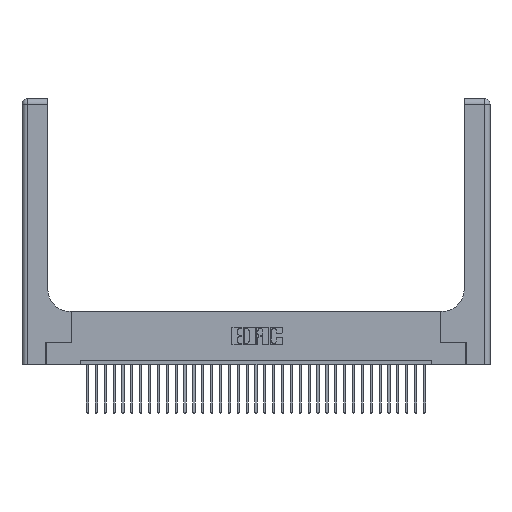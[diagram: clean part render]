
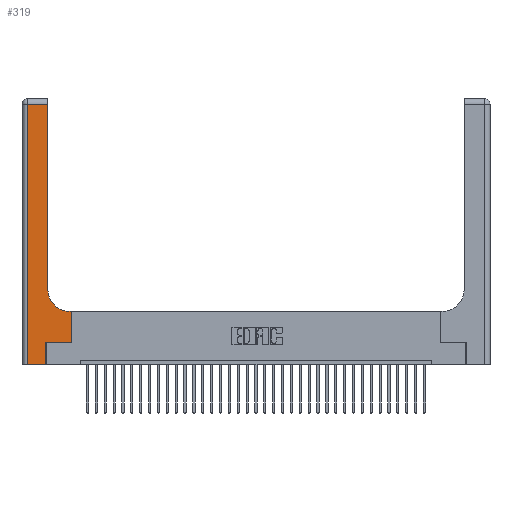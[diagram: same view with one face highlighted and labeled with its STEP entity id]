
A CAD part, top view. The second image highlights one B-rep face of the part: STEP entity #319.
In plain terms, the highlighted planar face has unit normal (0, 0, 1).
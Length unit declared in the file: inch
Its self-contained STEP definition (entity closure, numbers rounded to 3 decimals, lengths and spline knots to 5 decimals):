
#23 = EDGE_CURVE ( 'NONE', #11743, #33304, #17728, .T. ) ;
#319 = ADVANCED_FACE ( 'NONE', ( #24784 ), #30058, .F. ) ;
#392 = DIRECTION ( 'NONE',  ( 0., -1., 0. ) ) ;
#1479 = ORIENTED_EDGE ( 'NONE', *, *, #1986, .T. ) ;
#1520 = VERTEX_POINT ( 'NONE', #13403 ) ;
#1986 = EDGE_CURVE ( 'NONE', #17065, #32466, #27233, .T. ) ;
#3075 = LINE ( 'NONE', #16788, #25020 ) ;
#3560 = VECTOR ( 'NONE', #7114, 39.37008 ) ;
#3652 = VERTEX_POINT ( 'NONE', #28064 ) ;
#3672 = EDGE_CURVE ( 'NONE', #1520, #6782, #22185, .T. ) ;
#4061 = VECTOR ( 'NONE', #30487, 39.37008 ) ;
#4179 = LINE ( 'NONE', #9704, #7603 ) ;
#4647 = DIRECTION ( 'NONE',  ( 1., 0., 0. ) ) ;
#6181 = CARTESIAN_POINT ( 'NONE',  ( 0., 0., 0.37 ) ) ;
#6512 = EDGE_CURVE ( 'NONE', #21989, #11743, #4179, .T. ) ;
#6782 = VERTEX_POINT ( 'NONE', #12953 ) ;
#7114 = DIRECTION ( 'NONE',  ( 0., 1., 0. ) ) ;
#7603 = VECTOR ( 'NONE', #25981, 39.37008 ) ;
#8445 = CARTESIAN_POINT ( 'NONE',  ( 0.2915, 0.6, 0.37 ) ) ;
#9565 = CARTESIAN_POINT ( 'NONE',  ( 0.5585, 0.6, 0.37 ) ) ;
#9704 = CARTESIAN_POINT ( 'NONE',  ( 0.269, 0.25, 0.37 ) ) ;
#10635 = CARTESIAN_POINT ( 'NONE',  ( 0.5585, 0.25, 0.37 ) ) ;
#10828 = VECTOR ( 'NONE', #24269, 39.37008 ) ;
#11245 = CARTESIAN_POINT ( 'NONE',  ( 0.269, 0., 0.37 ) ) ;
#11743 = VERTEX_POINT ( 'NONE', #10635 ) ;
#12498 = DIRECTION ( 'NONE',  ( -1., 0., 0. ) ) ;
#12583 = CARTESIAN_POINT ( 'NONE',  ( 0.269, 0., 0.37 ) ) ;
#12828 = ORIENTED_EDGE ( 'NONE', *, *, #27516, .T. ) ;
#12953 = CARTESIAN_POINT ( 'NONE',  ( 0.2915, 2.94, 0.37 ) ) ;
#13014 = VECTOR ( 'NONE', #17952, 39.37008 ) ;
#13403 = CARTESIAN_POINT ( 'NONE',  ( 0.2915, 0.85, 0.37 ) ) ;
#14603 = VECTOR ( 'NONE', #31110, 39.37008 ) ;
#16234 = AXIS2_PLACEMENT_3D ( 'NONE', #33140, #17081, #24883 ) ;
#16518 = ORIENTED_EDGE ( 'NONE', *, *, #26463, .T. ) ;
#16788 = CARTESIAN_POINT ( 'NONE',  ( 0.06, 3., 0.37 ) ) ;
#17065 = VERTEX_POINT ( 'NONE', #33845 ) ;
#17081 = DIRECTION ( 'NONE',  ( 0., 0., -1. ) ) ;
#17468 = CARTESIAN_POINT ( 'NONE',  ( 0.2915, 3., 0.37 ) ) ;
#17728 = LINE ( 'NONE', #26229, #13014 ) ;
#17952 = DIRECTION ( 'NONE',  ( 0., 1., 0. ) ) ;
#17976 = ORIENTED_EDGE ( 'NONE', *, *, #20655, .T. ) ;
#19125 = ORIENTED_EDGE ( 'NONE', *, *, #6512, .T. ) ;
#20655 = EDGE_CURVE ( 'NONE', #33304, #31843, #33213, .T. ) ;
#20657 = CIRCLE ( 'NONE', #30526, 0.25 ) ;
#20893 = DIRECTION ( 'NONE',  ( 0., 0., -1. ) ) ;
#21083 = VECTOR ( 'NONE', #12498, 39.37008 ) ;
#21140 = ORIENTED_EDGE ( 'NONE', *, *, #29989, .T. ) ;
#21880 = LINE ( 'NONE', #28398, #21083 ) ;
#21989 = VERTEX_POINT ( 'NONE', #24461 ) ;
#22124 = EDGE_CURVE ( 'NONE', #32466, #21989, #31454, .T. ) ;
#22185 = LINE ( 'NONE', #17468, #3560 ) ;
#22806 = ORIENTED_EDGE ( 'NONE', *, *, #22124, .T. ) ;
#24269 = DIRECTION ( 'NONE',  ( -1., 0., 0. ) ) ;
#24461 = CARTESIAN_POINT ( 'NONE',  ( 0.269, 0.25, 0.37 ) ) ;
#24682 = ORIENTED_EDGE ( 'NONE', *, *, #23, .T. ) ;
#24784 = FACE_OUTER_BOUND ( 'NONE', #33726, .T. ) ;
#24883 = DIRECTION ( 'NONE',  ( -1., 0., 0. ) ) ;
#25020 = VECTOR ( 'NONE', #392, 39.37008 ) ;
#25981 = DIRECTION ( 'NONE',  ( 1., 0., 0. ) ) ;
#26229 = CARTESIAN_POINT ( 'NONE',  ( 0.5585, 0.25, 0.37 ) ) ;
#26463 = EDGE_CURVE ( 'NONE', #31843, #1520, #20657, .T. ) ;
#27233 = LINE ( 'NONE', #6181, #4061 ) ;
#27516 = EDGE_CURVE ( 'NONE', #6782, #3652, #21880, .T. ) ;
#28064 = CARTESIAN_POINT ( 'NONE',  ( 0.06, 2.94, 0.37 ) ) ;
#28398 = CARTESIAN_POINT ( 'NONE',  ( 0., 2.94, 0.37 ) ) ;
#28855 = ORIENTED_EDGE ( 'NONE', *, *, #3672, .T. ) ;
#28941 = CARTESIAN_POINT ( 'NONE',  ( 0.5415, 0.85, 0.37 ) ) ;
#29989 = EDGE_CURVE ( 'NONE', #3652, #17065, #3075, .T. ) ;
#30058 = PLANE ( 'NONE',  #16234 ) ;
#30487 = DIRECTION ( 'NONE',  ( 1., 0., 0. ) ) ;
#30526 = AXIS2_PLACEMENT_3D ( 'NONE', #28941, #20893, #4647 ) ;
#31110 = DIRECTION ( 'NONE',  ( 0., 1., 0. ) ) ;
#31454 = LINE ( 'NONE', #12583, #14603 ) ;
#31843 = VERTEX_POINT ( 'NONE', #32938 ) ;
#32466 = VERTEX_POINT ( 'NONE', #11245 ) ;
#32938 = CARTESIAN_POINT ( 'NONE',  ( 0.5415, 0.6, 0.37 ) ) ;
#33140 = CARTESIAN_POINT ( 'NONE',  ( 0., 3., 0.37 ) ) ;
#33213 = LINE ( 'NONE', #8445, #10828 ) ;
#33304 = VERTEX_POINT ( 'NONE', #9565 ) ;
#33726 = EDGE_LOOP ( 'NONE', ( #28855, #12828, #21140, #1479, #22806, #19125, #24682, #17976, #16518 ) ) ;
#33845 = CARTESIAN_POINT ( 'NONE',  ( 0.06, 0., 0.37 ) ) ;
